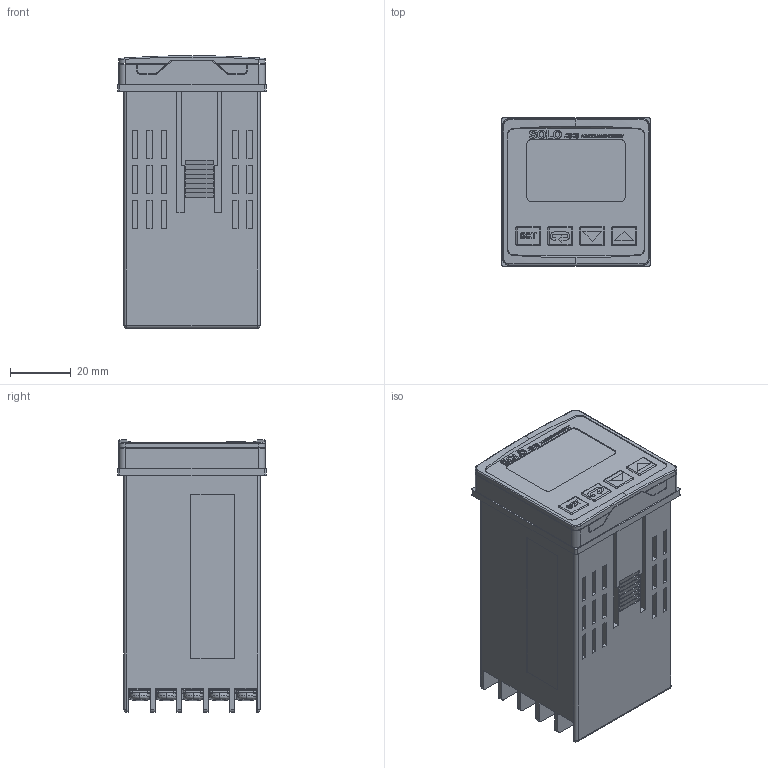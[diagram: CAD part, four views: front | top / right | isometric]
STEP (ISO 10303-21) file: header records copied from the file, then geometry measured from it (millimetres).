
FILE_DESCRIPTION (( 'STEP AP214' ), '1' );
FILE_NAME ('SL4848-CR-D.STEP', '2011-09-02T12:39:53', ( '.adc' ), ( '' ), 'SwSTEP 2.0', 'SolidWorks 2011', '' );
FILE_SCHEMA (( 'AUTOMOTIVE_DESIGN' ));
Length unit declared in the file: inch
Products named in the file (1): SL4848-CR-D
Bounding box: 48.77 x 48.77 x 89.41 mm (x, y, z)
Volume: 167815.7 mm3; surface area: 33166.8 mm2
Topology: 1 solids, 1 shells, 1168 faces, 3075 edges, 2009 vertices
Faces by surface type: plane 799, cylinder 174, bspline 132, torus 49, cone 10, sphere 4
Entity records: 54075 total; most frequent: CARTESIAN_POINT 14407, ORIENTED_EDGE 6142, DIRECTION 5331, EDGE_CURVE 3071, VECTOR 2281, LINE 2281, VERTEX_POINT 2009, AXIS2_PLACEMENT_3D 1525
